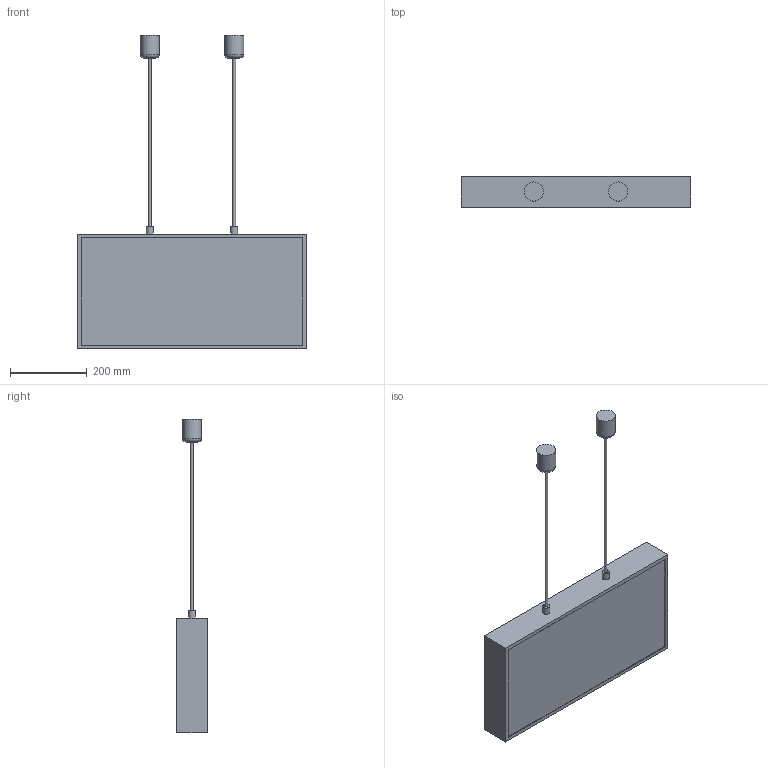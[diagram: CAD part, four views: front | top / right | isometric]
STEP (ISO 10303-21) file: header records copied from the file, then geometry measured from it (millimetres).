
FILE_DESCRIPTION(/* description */ ('Unknown'),/* implementation_level */ '2;1');
FILE_NAME(/* name */ 'SNP 7283 P LED 230V',/* time_stamp */ '2018-09-24T15:14:32+02:00',/* author */ ('Unknown'),/* organization */ ('Unknown'),/* preprocessor_version */ 'ST-DEVELOPER v16.7',/* originating_system */ 'DEX',/* authorisation */ $);
FILE_SCHEMA (('AUTOMOTIVE_DESIGN {1 0 10303 214 3 1 1}'));
Length unit declared in the file: millimetre
Products named in the file (1): SNP 7283 LED 230V
Bounding box: 600 x 80 x 820 mm (x, y, z)
Volume: 14021172.3 mm3; surface area: 563107.9 mm2
Topology: 1 solids, 1 shells, 50 faces, 110 edges, 74 vertices
Faces by surface type: plane 42, cylinder 6, torus 2
Full cylindrical faces by diameter (mm): 8 x2, 18 x2, 50 x2
Entity records: 1318 total; most frequent: CARTESIAN_POINT 219, DIRECTION 214, ORIENTED_EDGE 196, EDGE_CURVE 98, LINE 84, VECTOR 84, VERTEX_POINT 70, EDGE_LOOP 70
